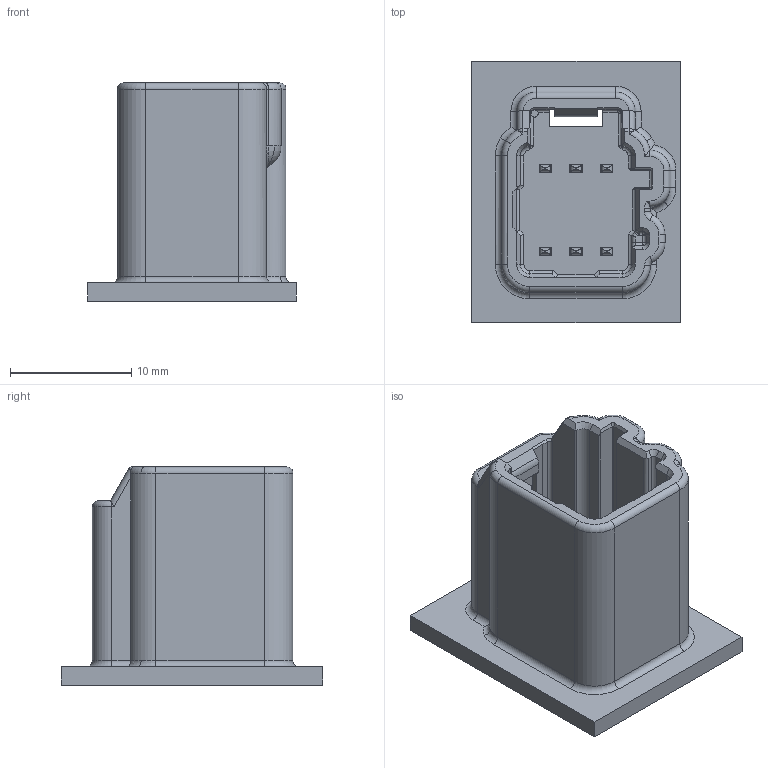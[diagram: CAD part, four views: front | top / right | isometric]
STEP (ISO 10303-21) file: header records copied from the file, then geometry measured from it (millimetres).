
FILE_DESCRIPTION(('CATIA V5 STEP Exchange','CAx-IF Rec.Pracs.--- Model Styling and Organization---1.4--- 2014-01-23'),'2;1');
FILE_NAME('6W INTERFACE KEY C.stp','2023-03-21T12:19:19+00:00',('none'),('none'),'CATIA Version 5-6 Release 2017 SP5 HF58','CATIA V5 STEP AP214','none');
FILE_SCHEMA(('AUTOMOTIVE_DESIGN { 1 0 10303 214 1 1 1 1 }'));
Length unit declared in the file: millimetre
Products named in the file (3): 6W MATING CONNECTOR; 1.2MMTERMINAL; KEYWAY C
Assembly tree (2 placements, depth 2):
  6W MATING CONNECTOR
    1.2MMTERMINAL
    KEYWAY C
Bounding box: 17.2 x 21.55 x 18 mm (x, y, z)
Volume: 1702.8 mm3; surface area: 2630.4 mm2
Topology: 7 solids, 7 shells, 307 faces, 785 edges, 478 vertices
Faces by surface type: cylinder 119, plane 115, torus 37, sphere 12, bspline 10, cone 10, revolution 4
Entity records: 9747 total; most frequent: CARTESIAN_POINT 2878, ORIENTED_EDGE 1542, DIRECTION 1147, EDGE_CURVE 771, VERTEX_POINT 478, AXIS2_PLACEMENT_3D 439, VECTOR 413, LINE 413
